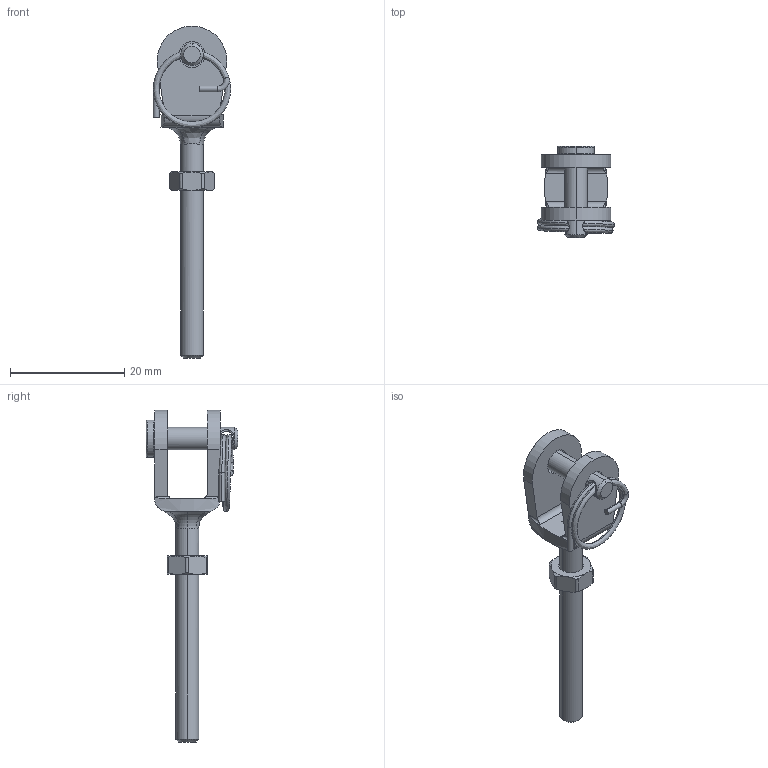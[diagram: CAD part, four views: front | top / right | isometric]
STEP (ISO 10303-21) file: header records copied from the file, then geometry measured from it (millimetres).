
FILE_DESCRIPTION (( 'STEP AP203' ), '1' );
FILE_NAME ('100058004.STEP', '2018-07-03T11:47:52', ( '' ), ( '' ), 'SwSTEP 2.0', 'SolidWorks 2015', '' );
FILE_SCHEMA (( 'CONFIG_CONTROL_DESIGN' ));
Length unit declared in the file: millimetre
Products named in the file (5): 100058004; 10005800X Teil1_100058004 Teil1; DIN 934 M4-M20_58321-240-4; 10005800X Teil2_100058004 Teil2; 10005800X Teil3_100059004 Teil2
Assembly tree (4 placements, depth 2):
  100058004
    10005800X Teil1_100058004 Teil1
    10005800X Teil2_100058004 Teil2
    10005800X Teil3_100059004 Teil2
    DIN 934 M4-M20_58321-240-4
Bounding box: 13.5 x 16 x 58 mm (x, y, z)
Volume: 1782.8 mm3; surface area: 2228 mm2
Topology: 4 solids, 4 shells, 327 faces, 841 edges, 549 vertices
Faces by surface type: plane 132, bspline 128, cylinder 38, cone 22, torus 7
Entity records: 21686 total; most frequent: CARTESIAN_POINT 14152, ORIENTED_EDGE 1682, DIRECTION 1019, EDGE_CURVE 841, VERTEX_POINT 549, LINE 431, VECTOR 431, EDGE_LOOP 362
